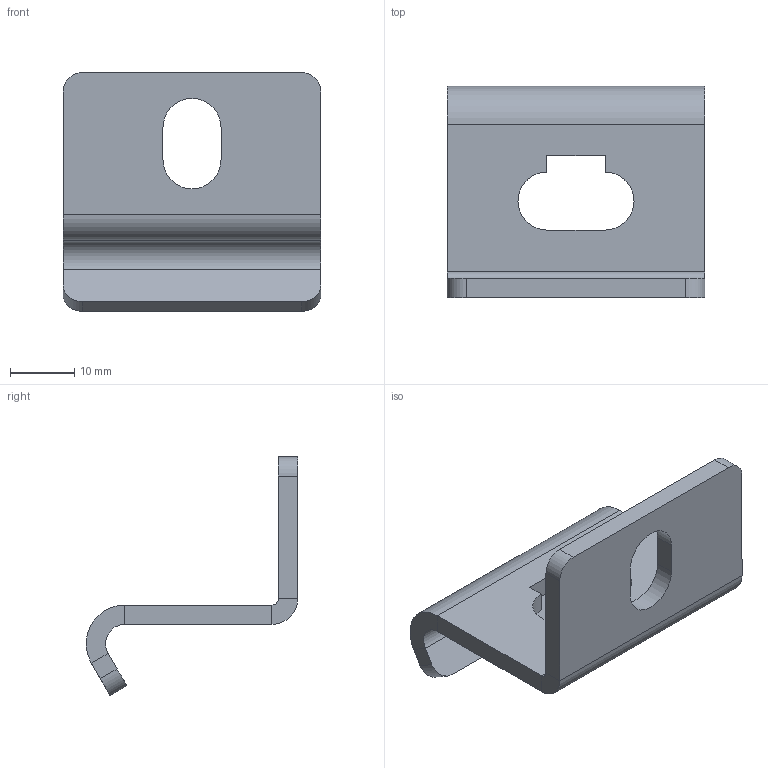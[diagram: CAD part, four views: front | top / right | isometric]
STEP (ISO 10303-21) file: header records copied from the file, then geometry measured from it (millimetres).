
FILE_DESCRIPTION((''),'2;1');
FILE_NAME('LMDOZH30_VER2','2018-11-07T15:12:12',('tomasz.grudniewski'),(''),'CREO PARAMETRIC BY PTC INC, 2018260','CREO PARAMETRIC BY PTC INC, 2018260','');
FILE_SCHEMA(('CONFIG_CONTROL_DESIGN'));
Length unit declared in the file: millimetre
Products named in the file (1): LMDOZH30_VER2
Bounding box: 40 x 32.8 x 37 mm (x, y, z)
Volume: 6819.4 mm3; surface area: 5423.4 mm2
Topology: 1 solids, 1 shells, 36 faces, 86 edges, 52 vertices
Faces by surface type: plane 24, cylinder 12
Entity records: 1072 total; most frequent: DIRECTION 182, CARTESIAN_POINT 174, ORIENTED_EDGE 172, EDGE_CURVE 86, VECTOR 62, LINE 62, AXIS2_PLACEMENT_3D 60, VERTEX_POINT 52
